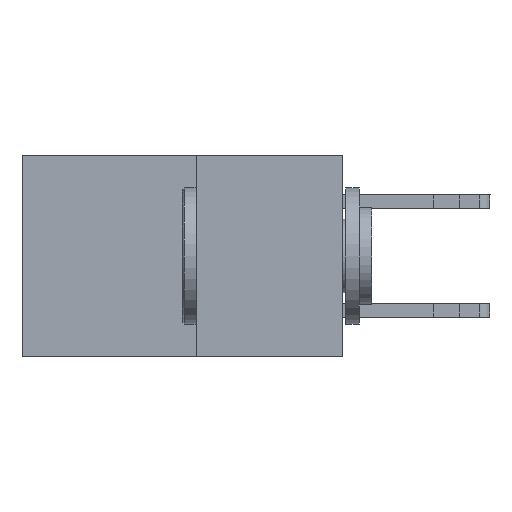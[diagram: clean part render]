
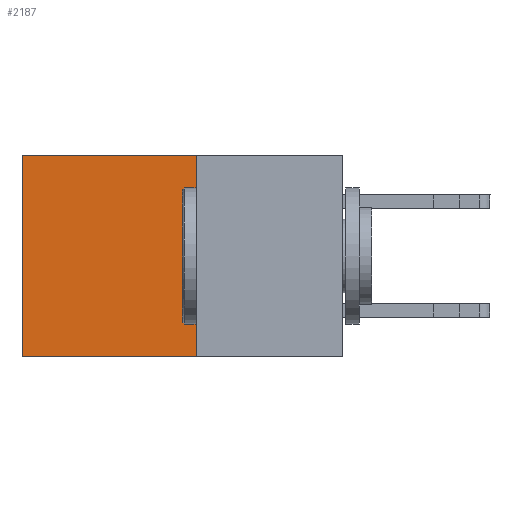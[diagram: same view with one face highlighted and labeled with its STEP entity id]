
A CAD part, left-side view. The second image highlights one B-rep face of the part: STEP entity #2187.
In plain terms, the highlighted planar face has unit normal (-1, 0, 0).
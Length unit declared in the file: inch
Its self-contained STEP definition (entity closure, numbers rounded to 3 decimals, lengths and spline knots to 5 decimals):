
#605 = AXIS2_PLACEMENT_3D ( 'NONE', #10621, #2680, #14100 ) ;
#744 = DIRECTION ( 'NONE',  ( 0., 1., 0. ) ) ;
#1078 = VECTOR ( 'NONE', #8307, 39.37008 ) ;
#1199 = EDGE_CURVE ( 'NONE', #8392, #10228, #5909, .T. ) ;
#1635 = DIRECTION ( 'NONE',  ( 0., 0., -1. ) ) ;
#2187 = ADVANCED_FACE ( 'NONE', ( #5199 ), #11812, .F. ) ;
#2628 = CARTESIAN_POINT ( 'NONE',  ( 0.277, 0.59, 0. ) ) ;
#2680 = DIRECTION ( 'NONE',  ( 1., 0., 0. ) ) ;
#3153 = CARTESIAN_POINT ( 'NONE',  ( 0.277, 0.27, -0.37 ) ) ;
#3468 = ORIENTED_EDGE ( 'NONE', *, *, #12437, .T. ) ;
#4299 = LINE ( 'NONE', #8048, #4404 ) ;
#4404 = VECTOR ( 'NONE', #744, 39.37008 ) ;
#5199 = FACE_OUTER_BOUND ( 'NONE', #13025, .T. ) ;
#5909 = LINE ( 'NONE', #9479, #7239 ) ;
#6063 = DIRECTION ( 'NONE',  ( 0., 1., 0. ) ) ;
#6074 = CARTESIAN_POINT ( 'NONE',  ( 0.277, 0.59, -0.37 ) ) ;
#6537 = CARTESIAN_POINT ( 'NONE',  ( 0.277, 0.27, 0. ) ) ;
#7239 = VECTOR ( 'NONE', #6063, 39.37008 ) ;
#7417 = LINE ( 'NONE', #6074, #1078 ) ;
#7529 = VECTOR ( 'NONE', #1635, 39.37008 ) ;
#8048 = CARTESIAN_POINT ( 'NONE',  ( 0.277, 0.27, -0.37 ) ) ;
#8307 = DIRECTION ( 'NONE',  ( 0., 0., -1. ) ) ;
#8392 = VERTEX_POINT ( 'NONE', #6537 ) ;
#8434 = ORIENTED_EDGE ( 'NONE', *, *, #1199, .T. ) ;
#8776 = EDGE_CURVE ( 'NONE', #14102, #13719, #4299, .T. ) ;
#9479 = CARTESIAN_POINT ( 'NONE',  ( 0.277, 0.27, 0. ) ) ;
#9722 = CARTESIAN_POINT ( 'NONE',  ( 0.277, 0.27, -0.37 ) ) ;
#10228 = VERTEX_POINT ( 'NONE', #2628 ) ;
#10621 = CARTESIAN_POINT ( 'NONE',  ( 0.277, 0.27, -0.37 ) ) ;
#10903 = CARTESIAN_POINT ( 'NONE',  ( 0.277, 0.59, -0.37 ) ) ;
#11796 = ORIENTED_EDGE ( 'NONE', *, *, #13751, .F. ) ;
#11812 = PLANE ( 'NONE',  #605 ) ;
#12437 = EDGE_CURVE ( 'NONE', #10228, #13719, #7417, .T. ) ;
#12904 = LINE ( 'NONE', #9722, #7529 ) ;
#13025 = EDGE_LOOP ( 'NONE', ( #3468, #13481, #11796, #8434 ) ) ;
#13481 = ORIENTED_EDGE ( 'NONE', *, *, #8776, .F. ) ;
#13719 = VERTEX_POINT ( 'NONE', #10903 ) ;
#13751 = EDGE_CURVE ( 'NONE', #8392, #14102, #12904, .T. ) ;
#14100 = DIRECTION ( 'NONE',  ( 0., 0., -1. ) ) ;
#14102 = VERTEX_POINT ( 'NONE', #3153 ) ;
